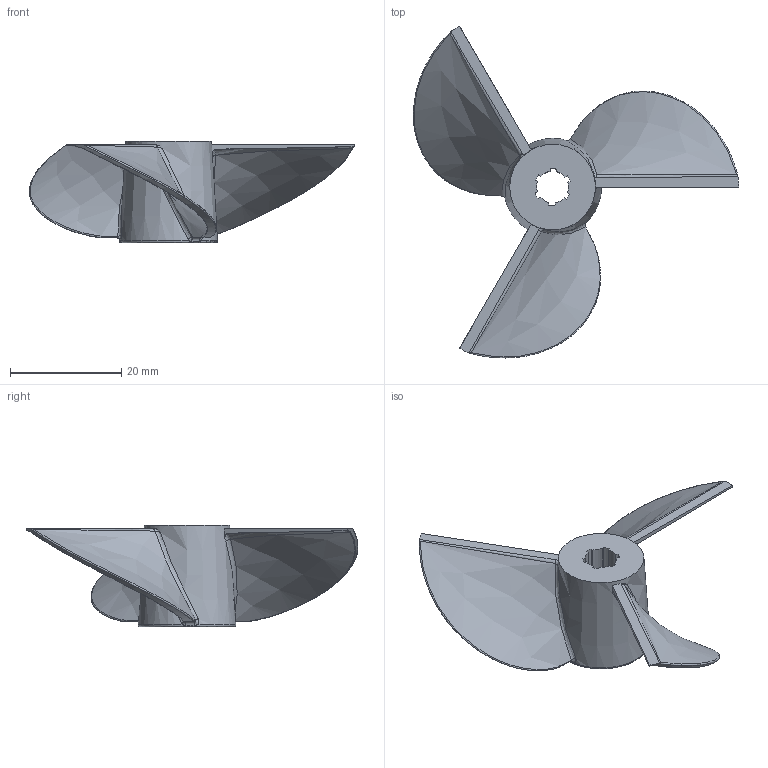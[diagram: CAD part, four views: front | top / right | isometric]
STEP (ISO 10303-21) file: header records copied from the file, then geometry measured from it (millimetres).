
FILE_DESCRIPTION((' '),'2;1');
FILE_NAME('Propeller Blade - 67mm.stp','2012-07-11T17:17:08',(' '),(' '),' ','ACIS',' ');
FILE_SCHEMA(('CONFIG_CONTROL_DESIGN'));
Length unit declared in the file: millimetre
Products named in the file (1): Propeller Blade - 67mm.stp
Bounding box: 58.45 x 59.67 x 18.32 mm (x, y, z)
Volume: 5370.6 mm3; surface area: 4778.5 mm2
Topology: 1 solids, 1 shells, 114 faces, 292 edges, 175 vertices
Faces by surface type: bspline 61, plane 26, torus 13, cylinder 12, cone 2
Entity records: 7116 total; most frequent: CARTESIAN_POINT 4677, ORIENTED_EDGE 568, DIRECTION 395, EDGE_CURVE 284, VERTEX_POINT 174, AXIS2_PLACEMENT_3D 169, CIRCLE 116, EDGE_LOOP 116
